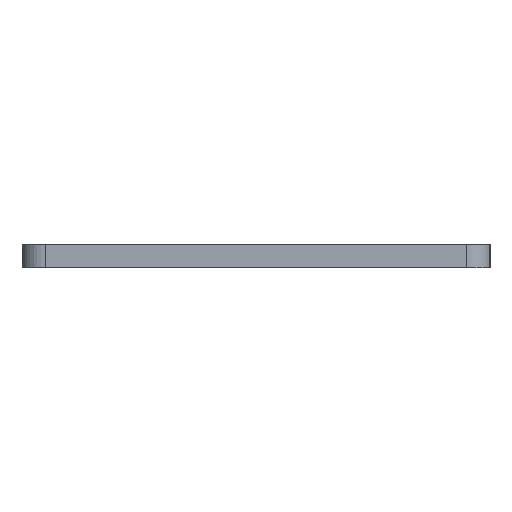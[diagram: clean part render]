
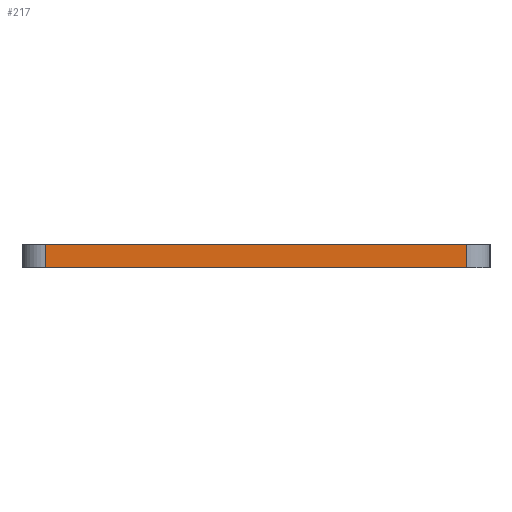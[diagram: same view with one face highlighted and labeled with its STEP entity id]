
A CAD part, left-side view. The second image highlights one B-rep face of the part: STEP entity #217.
In plain terms, the highlighted planar face has unit normal (-1, 0, 0).
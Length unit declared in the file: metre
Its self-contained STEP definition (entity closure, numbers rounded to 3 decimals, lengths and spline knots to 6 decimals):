
#217=ADVANCED_FACE('',(#591),#592,.T.);
#591=FACE_OUTER_BOUND('',#1026,.T.);
#592=PLANE('',#1027);
#1026=EDGE_LOOP('',(#1720,#1721,#1722,#1723));
#1027=AXIS2_PLACEMENT_3D('',#1724,#1725,#1726);
#1720=ORIENTED_EDGE('',*,*,#2201,.T.);
#1721=ORIENTED_EDGE('',*,*,#2305,.T.);
#1722=ORIENTED_EDGE('',*,*,#2108,.T.);
#1723=ORIENTED_EDGE('',*,*,#2306,.T.);
#1724=CARTESIAN_POINT('',(-0.2175,0.0,-0.001));
#1725=DIRECTION('',(-1.0,0.0,0.0));
#1726=DIRECTION('',(0.0,0.,-1.0));
#2108=EDGE_CURVE('',#2501,#2502,#2503,.T.);
#2201=EDGE_CURVE('',#2686,#2684,#2687,.T.);
#2305=EDGE_CURVE('',#2684,#2501,#2820,.T.);
#2306=EDGE_CURVE('',#2502,#2686,#2821,.F.);
#2501=VERTEX_POINT('',#3246);
#2502=VERTEX_POINT('',#3247);
#2503=LINE('',#3248,#3249);
#2684=VERTEX_POINT('',#3961);
#2686=VERTEX_POINT('',#3963);
#2687=LINE('',#3964,#3965);
#2820=LINE('',#4433,#4434);
#2821=LINE('',#4435,#4436);
#3246=CARTESIAN_POINT('',(-0.2175,-0.002,-0.002));
#3247=CARTESIAN_POINT('',(-0.2175,-0.038,-0.002));
#3248=CARTESIAN_POINT('',(-0.2175,0.,-0.002));
#3249=VECTOR('',#4644,1.0);
#3961=CARTESIAN_POINT('',(-0.2175,-0.002,0.));
#3963=CARTESIAN_POINT('',(-0.2175,-0.038,0.));
#3964=CARTESIAN_POINT('',(-0.2175,0.0,0.));
#3965=VECTOR('',#4816,1.0);
#4433=CARTESIAN_POINT('',(-0.2175,-0.002,-0.001));
#4434=VECTOR('',#4888,1.0);
#4435=CARTESIAN_POINT('',(-0.2175,-0.038,-0.001));
#4436=VECTOR('',#4889,1.0);
#4644=DIRECTION('',(-0.0,-1.0,0.));
#4816=DIRECTION('',(0.0,1.0,0.));
#4888=DIRECTION('',(0.0,0.0,-1.0));
#4889=DIRECTION('',(0.0,0.,-1.0));
